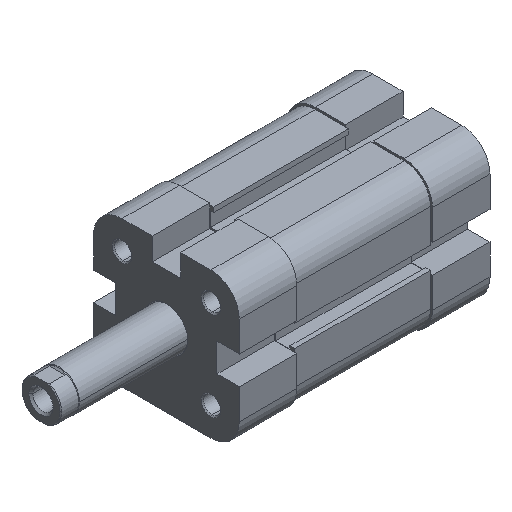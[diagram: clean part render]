
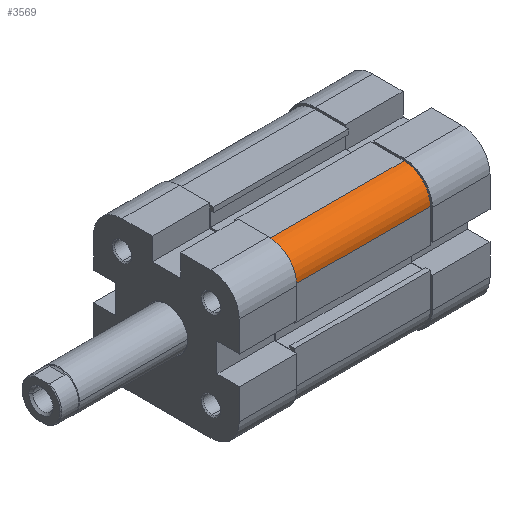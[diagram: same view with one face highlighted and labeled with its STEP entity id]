
A CAD part, isometric view. The second image highlights one B-rep face of the part: STEP entity #3569.
In plain terms, the highlighted cylindrical face has radius 6.5 mm (diameter 13 mm), a partial arc.
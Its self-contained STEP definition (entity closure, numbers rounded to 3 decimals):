
#615 = EDGE_LOOP ( 'NONE', ( #1042, #1041, #1040, #1039 ) ) ;
#1039 = ORIENTED_EDGE ( 'NONE', *, *, #6228, .T. ) ;
#1040 = ORIENTED_EDGE ( 'NONE', *, *, #5660, .T. ) ;
#1041 = ORIENTED_EDGE ( 'NONE', *, *, #5653, .F. ) ;
#1042 = ORIENTED_EDGE ( 'NONE', *, *, #5650, .F. ) ;
#1398 = CYLINDRICAL_SURFACE ( 'NONE', #5972, 6.5 ) ;
#1407 = FACE_OUTER_BOUND ( 'NONE', #615, .T. ) ;
#2135 = VERTEX_POINT ( 'NONE', #2501 ) ;
#2137 = VERTEX_POINT ( 'NONE', #2503 ) ;
#2161 = VERTEX_POINT ( 'NONE', #2527 ) ;
#2175 = VERTEX_POINT ( 'NONE', #2541 ) ;
#2501 = CARTESIAN_POINT ( 'NONE',  ( 35., 6.5, -33.5 ) ) ;
#2503 = CARTESIAN_POINT ( 'NONE',  ( 28.5, 0., 0. ) ) ;
#2527 = CARTESIAN_POINT ( 'NONE',  ( 35., 6.5, 0. ) ) ;
#2541 = CARTESIAN_POINT ( 'NONE',  ( 28.5, 0., -33.5 ) ) ;
#3393 = DIRECTION ( 'NONE',  ( 0., 0., 1. ) ) ;
#3396 = DIRECTION ( 'NONE',  ( 1., 0., 0. ) ) ;
#3401 = CARTESIAN_POINT ( 'NONE',  ( 28.5, 6.5, -33.5 ) ) ;
#3569 = ADVANCED_FACE ( 'NONE', ( #1407 ), #1398, .T. ) ;
#4562 = CARTESIAN_POINT ( 'NONE',  ( 28.5, 6.5, 0. ) ) ;
#4578 = DIRECTION ( 'NONE',  ( 0., 0., 1. ) ) ;
#4579 = DIRECTION ( 'NONE',  ( 1., 0., 0. ) ) ;
#4584 = CARTESIAN_POINT ( 'NONE',  ( 28.5, 0., -33.5 ) ) ;
#4585 = DIRECTION ( 'NONE',  ( 0., 0., 1. ) ) ;
#4597 = CARTESIAN_POINT ( 'NONE',  ( 28.5, 6.5, -33.5 ) ) ;
#4600 = DIRECTION ( 'NONE',  ( 0., 0., 1. ) ) ;
#4601 = DIRECTION ( 'NONE',  ( 1., 0., 0. ) ) ;
#5019 = CIRCLE ( 'NONE', #6129, 6.5 ) ;
#5022 = LINE ( 'NONE', #4584, #5023 ) ;
#5023 = VECTOR ( 'NONE', #4585, 1000. ) ;
#5036 = CIRCLE ( 'NONE', #6127, 6.5 ) ;
#5202 = VECTOR ( 'NONE', #6433, 1000. ) ;
#5209 = LINE ( 'NONE', #6426, #5202 ) ;
#5650 = EDGE_CURVE ( 'NONE', #2137, #2161, #5019, .T. ) ;
#5653 = EDGE_CURVE ( 'NONE', #2175, #2137, #5022, .T. ) ;
#5660 = EDGE_CURVE ( 'NONE', #2175, #2135, #5036, .T. ) ;
#5972 = AXIS2_PLACEMENT_3D ( 'NONE', #3401, #3393, #3396 ) ;
#6127 = AXIS2_PLACEMENT_3D ( 'NONE', #4597, #4600, #4601 ) ;
#6129 = AXIS2_PLACEMENT_3D ( 'NONE', #4562, #4578, #4579 ) ;
#6228 = EDGE_CURVE ( 'NONE', #2135, #2161, #5209, .T. ) ;
#6426 = CARTESIAN_POINT ( 'NONE',  ( 35., 6.5, -33.5 ) ) ;
#6433 = DIRECTION ( 'NONE',  ( 0., 0., 1. ) ) ;
